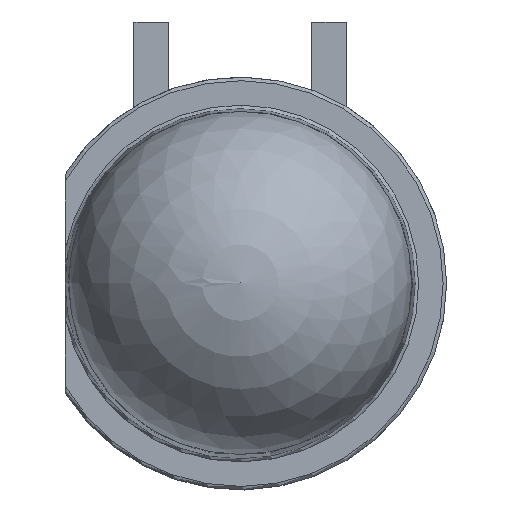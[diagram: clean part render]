
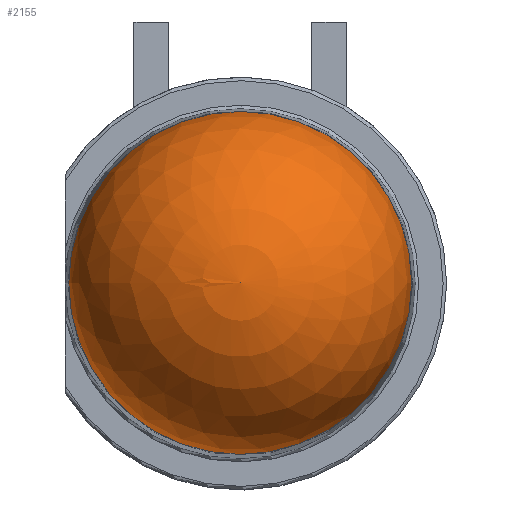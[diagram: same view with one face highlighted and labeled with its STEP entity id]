
A CAD part, top view. The second image highlights one B-rep face of the part: STEP entity #2155.
In plain terms, the highlighted spherical face has radius 2.45 mm.
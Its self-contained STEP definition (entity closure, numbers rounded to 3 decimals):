
#124=SPHERICAL_SURFACE('',#2289,2.45);
#636=FACE_OUTER_BOUND('',#744,.T.);
#744=EDGE_LOOP('',(#1539,#1540,#1541));
#878=CIRCLE('',#2288,2.45);
#879=CIRCLE('',#2290,2.45);
#974=VERTEX_POINT('',#3426);
#975=VERTEX_POINT('',#3430);
#1195=EDGE_CURVE('',#974,#974,#878,.T.);
#1196=EDGE_CURVE('',#974,#975,#879,.T.);
#1539=ORIENTED_EDGE('',*,*,#1195,.F.);
#1540=ORIENTED_EDGE('',*,*,#1196,.T.);
#1541=ORIENTED_EDGE('',*,*,#1196,.F.);
#2155=ADVANCED_FACE('',(#636),#124,.T.);
#2288=AXIS2_PLACEMENT_3D('',#3428,#2510,#2511);
#2289=AXIS2_PLACEMENT_3D('',#3429,#2512,#2513);
#2290=AXIS2_PLACEMENT_3D('',#3431,#2514,#2515);
#2510=DIRECTION('center_axis',(0.,0.,-1.));
#2511=DIRECTION('ref_axis',(1.,0.,0.));
#2512=DIRECTION('center_axis',(0.,0.,-1.));
#2513=DIRECTION('ref_axis',(1.,0.,0.));
#2514=DIRECTION('center_axis',(0.,1.,0.));
#2515=DIRECTION('ref_axis',(-1.,0.,0.));
#3426=CARTESIAN_POINT('',(-2.45,0.,6.15));
#3428=CARTESIAN_POINT('Origin',(0.,0.,6.15));
#3429=CARTESIAN_POINT('Origin',(0.,0.,6.15));
#3430=CARTESIAN_POINT('',(0.,0.,8.6));
#3431=CARTESIAN_POINT('Origin',(0.,0.,6.15));
